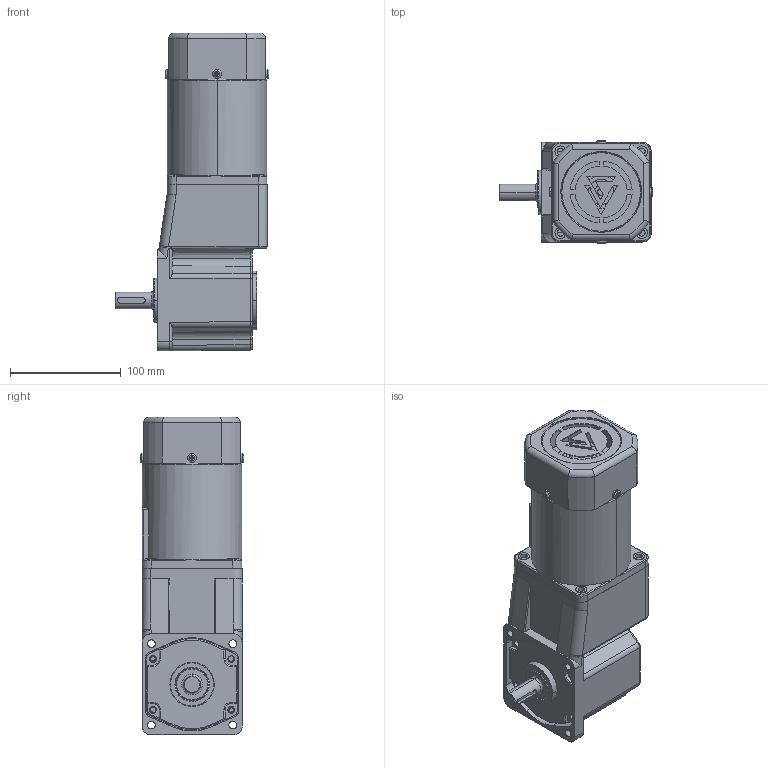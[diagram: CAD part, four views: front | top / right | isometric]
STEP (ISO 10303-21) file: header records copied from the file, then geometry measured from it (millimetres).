
FILE_DESCRIPTION (( 'STEP AP203' ), '1' );
FILE_NAME ('5IK40.60GU-CF+RT眊极.STEP', '2022-08-25T03:05:51', ( '' ), ( 'Microsoft' ), 'SwSTEP 2.0', 'SolidWorks 2020', '' );
FILE_SCHEMA (( 'CONFIG_CONTROL_DESIGN' ));
Length unit declared in the file: millimetre
Products named in the file (1): 5IK40.60GU-CF+RT眊极
Bounding box: 138.73 x 93.4 x 287.14 mm (x, y, z)
Surface area: 164722.1 mm2 (no closed solid volume)
Topology: 0 solids, 18 shells, 501 faces, 1445 edges, 944 vertices
Faces by surface type: cylinder 201, plane 166, bspline 62, cone 37, torus 35
Entity records: 20175 total; most frequent: CARTESIAN_POINT 7453, DIRECTION 2604, ORIENTED_EDGE 2525, EDGE_CURVE 1426, AXIS2_PLACEMENT_3D 968, VERTEX_POINT 944, LINE 668, VECTOR 668
